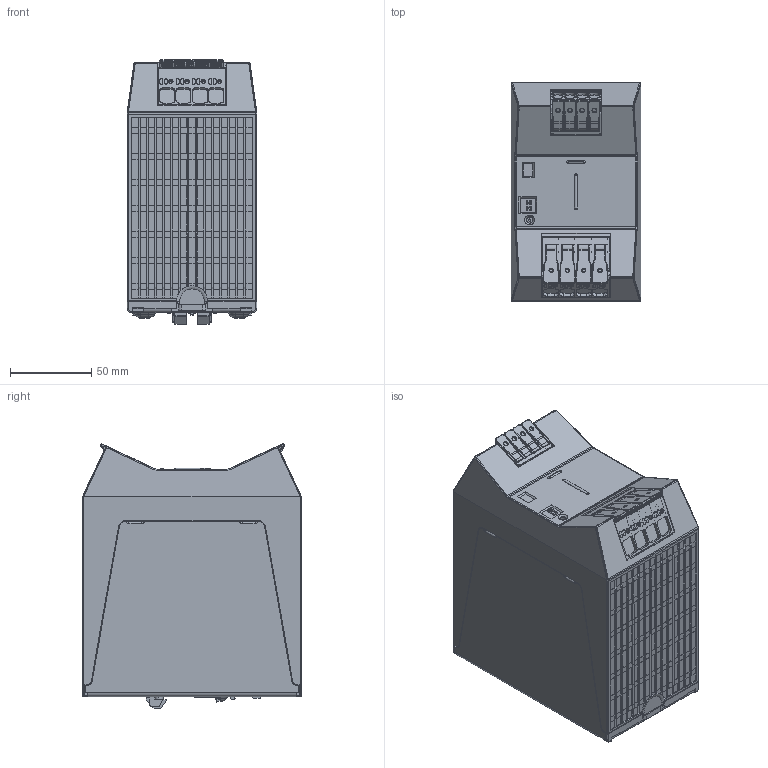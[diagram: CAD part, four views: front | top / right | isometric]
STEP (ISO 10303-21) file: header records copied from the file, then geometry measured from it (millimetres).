
FILE_DESCRIPTION (( 'STEP AP214' ), '1' );
FILE_NAME ('RACPRO1-T960_24.STEP', '2025-05-29T18:01:48', ( '' ), ( '' ), 'SwSTEP 2.0', 'SolidWorks 2024', '' );
FILE_SCHEMA (( 'AUTOMOTIVE_DESIGN' ));
Length unit declared in the file: inch
Products named in the file (1): RACPRO1-T960_24
Bounding box: 80 x 135 x 163.17 mm (x, y, z)
Volume: 1518268.3 mm3; surface area: 125611.8 mm2
Topology: 1 solids, 45 shells, 5159 faces, 13657 edges, 8613 vertices
Faces by surface type: plane 2593, cylinder 1523, torus 583, cone 205, bspline 195, sphere 60
Full cylindrical faces by diameter (mm): 4.901 x1
Entity records: 171005 total; most frequent: CARTESIAN_POINT 46665, ORIENTED_EDGE 27186, DIRECTION 24916, EDGE_CURVE 13593, VERTEX_POINT 8596, AXIS2_PLACEMENT_3D 8394, VECTOR 8128, LINE 8128
